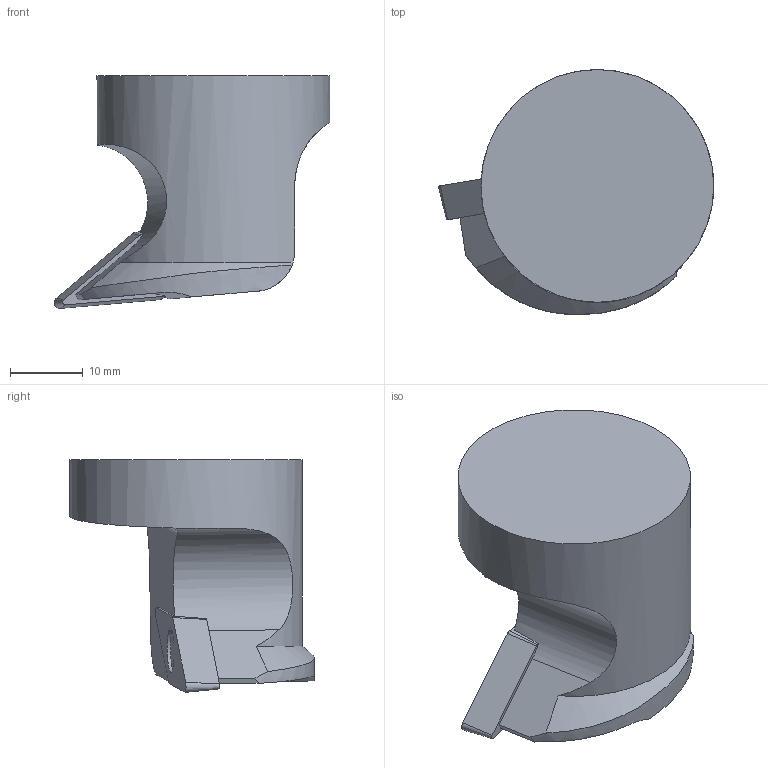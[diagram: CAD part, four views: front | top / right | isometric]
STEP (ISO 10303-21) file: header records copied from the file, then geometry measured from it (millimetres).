
FILE_DESCRIPTION(/* description */ (''),/* implementation_level */ '2;1');
FILE_NAME(/* name */ '1642478069123.stp',/* time_stamp */ '2022-01-18T09:24:57+06:00',/* author */ (''),/* organization */ ('SMS'),/* preprocessor_version */ 'ST-DEVELOPER v16.7',/* originating_system */ 'SIEMENS PLM Software NX 12.0',/* authorisation */ '');
FILE_SCHEMA (('AUTOMOTIVE_DESIGN { 1 0 10303 214 3 1 1 1 }'));
Length unit declared in the file: millimetre
Products named in the file (4): ASSEMBLY_CONSTRUCTION; IsoTurningInsert; 201792390mod000_01; 201792389mod000_01
Assembly tree (3 placements, depth 2):
  201792389mod000_01
    201792390mod000_01
    IsoTurningInsert
    ASSEMBLY_CONSTRUCTION
Bounding box: 37.88 x 33.62 x 32 mm (x, y, z)
Volume: 15449.7 mm3; surface area: 4939.3 mm2
Topology: 2 solids, 2 shells, 41 faces, 107 edges, 78 vertices
Faces by surface type: plane 19, cone 9, cylinder 8, torus 4, extrusion 1
Full cylindrical faces by diameter (mm): 4.4 x2, 32 x1
Entity records: 1527 total; most frequent: CARTESIAN_POINT 403, DIRECTION 211, ORIENTED_EDGE 184, EDGE_CURVE 92, AXIS2_PLACEMENT_3D 84, VERTEX_POINT 65, EDGE_LOOP 53, VECTOR 43
